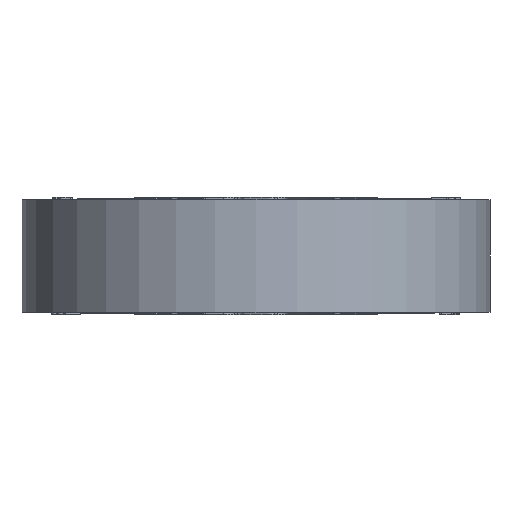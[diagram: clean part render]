
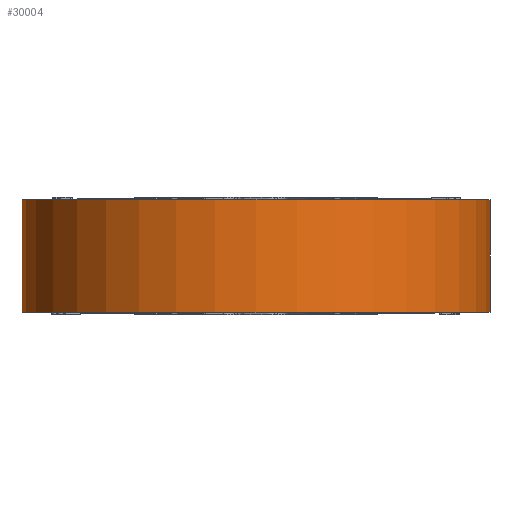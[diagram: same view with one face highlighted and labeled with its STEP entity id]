
A CAD part, front view. The second image highlights one B-rep face of the part: STEP entity #30004.
In plain terms, the highlighted cylindrical face has radius 50.8 mm (diameter 101.6 mm), a partial arc.
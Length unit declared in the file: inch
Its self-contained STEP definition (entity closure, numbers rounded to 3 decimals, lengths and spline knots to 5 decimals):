
#41 = CARTESIAN_POINT ( 'NONE',  ( -2., 0., 0.47905 ) ) ;
#6765 = EDGE_CURVE ( 'NONE', #39794, #9911, #18878, .T. ) ;
#6772 = ORIENTED_EDGE ( 'NONE', *, *, #19034, .F. ) ;
#8071 = CARTESIAN_POINT ( 'NONE',  ( 2., 0., 0.5 ) ) ;
#9911 = VERTEX_POINT ( 'NONE', #40372 ) ;
#11468 = CARTESIAN_POINT ( 'NONE',  ( 0., 0., 0.5 ) ) ;
#11897 = CARTESIAN_POINT ( 'NONE',  ( 0., 0., -0.47905 ) ) ;
#12132 = DIRECTION ( 'NONE',  ( -1., 0., 0. ) ) ;
#14679 = CARTESIAN_POINT ( 'NONE',  ( -2., 0., 0.5 ) ) ;
#14858 = DIRECTION ( 'NONE',  ( 1., 0., 0. ) ) ;
#14984 = FACE_OUTER_BOUND ( 'NONE', #38956, .T. ) ;
#15532 = DIRECTION ( 'NONE',  ( 0., 0., -1. ) ) ;
#16778 = AXIS2_PLACEMENT_3D ( 'NONE', #11897, #40457, #12132 ) ;
#17558 = CIRCLE ( 'NONE', #16778, 2. ) ;
#18878 = LINE ( 'NONE', #14679, #26881 ) ;
#19012 = EDGE_CURVE ( 'NONE', #39794, #40042, #34507, .T. ) ;
#19034 = EDGE_CURVE ( 'NONE', #40042, #43610, #36852, .T. ) ;
#19241 = ORIENTED_EDGE ( 'NONE', *, *, #6765, .T. ) ;
#19749 = ORIENTED_EDGE ( 'NONE', *, *, #19012, .F. ) ;
#22121 = CARTESIAN_POINT ( 'NONE',  ( 0., 0., 0.47905 ) ) ;
#23375 = DIRECTION ( 'NONE',  ( -1., 0., 0. ) ) ;
#23425 = CARTESIAN_POINT ( 'NONE',  ( 2., 0., 0.47905 ) ) ;
#24806 = VECTOR ( 'NONE', #15532, 39.37008 ) ;
#25208 = DIRECTION ( 'NONE',  ( 0., 0., -1. ) ) ;
#26881 = VECTOR ( 'NONE', #25208, 39.37008 ) ;
#26905 = DIRECTION ( 'NONE',  ( 0., 0., -1. ) ) ;
#30004 = ADVANCED_FACE ( 'NONE', ( #14984 ), #43515, .T. ) ;
#32380 = EDGE_CURVE ( 'NONE', #43610, #9911, #17558, .T. ) ;
#33079 = ORIENTED_EDGE ( 'NONE', *, *, #32380, .F. ) ;
#34507 = CIRCLE ( 'NONE', #44968, 2. ) ;
#34624 = AXIS2_PLACEMENT_3D ( 'NONE', #11468, #26905, #23375 ) ;
#36852 = LINE ( 'NONE', #8071, #24806 ) ;
#38813 = CARTESIAN_POINT ( 'NONE',  ( 2., 0., -0.47905 ) ) ;
#38956 = EDGE_LOOP ( 'NONE', ( #6772, #19749, #19241, #33079 ) ) ;
#39794 = VERTEX_POINT ( 'NONE', #41 ) ;
#40042 = VERTEX_POINT ( 'NONE', #23425 ) ;
#40372 = CARTESIAN_POINT ( 'NONE',  ( -2., 0., -0.47905 ) ) ;
#40457 = DIRECTION ( 'NONE',  ( 0., 0., -1. ) ) ;
#43515 = CYLINDRICAL_SURFACE ( 'NONE', #34624, 2. ) ;
#43610 = VERTEX_POINT ( 'NONE', #38813 ) ;
#43623 = DIRECTION ( 'NONE',  ( 0., 0., 1. ) ) ;
#44968 = AXIS2_PLACEMENT_3D ( 'NONE', #22121, #43623, #14858 ) ;
